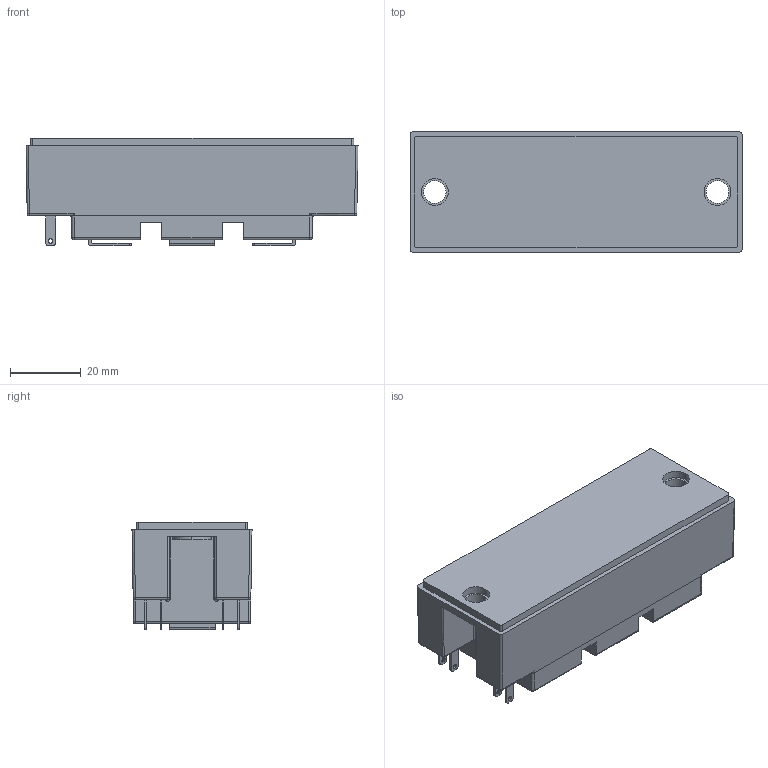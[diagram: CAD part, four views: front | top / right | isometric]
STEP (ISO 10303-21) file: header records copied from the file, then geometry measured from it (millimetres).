
FILE_DESCRIPTION((''),'2;1');
FILE_NAME('FF150R12RT4.stp','2012-07-26T16:22:22',(''),(''),'Mechanical Desktop 2011','Mechanical Desktop 2011',', , ');
FILE_SCHEMA(('AUTOMOTIVE_DESIGN { 1 2 10303 214 1 1 1 1 }'));
Length unit declared in the file: millimetre
Products named in the file (1): Product
Bounding box: 94 x 34 x 30.56 mm (x, y, z)
Volume: 75447.9 mm3; surface area: 24365.9 mm2
Topology: 14 solids, 14 shells, 326 faces, 772 edges, 481 vertices
Faces by surface type: plane 147, cylinder 104, cone 48, bspline 14, sphere 9, torus 4
Entity records: 9547 total; most frequent: CARTESIAN_POINT 2000, DIRECTION 1586, ORIENTED_EDGE 1540, EDGE_CURVE 770, AXIS2_PLACEMENT_3D 583, VERTEX_POINT 481, VECTOR 420, LINE 420
